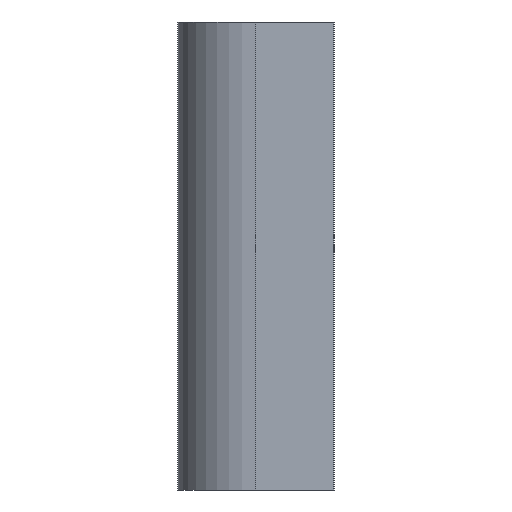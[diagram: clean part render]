
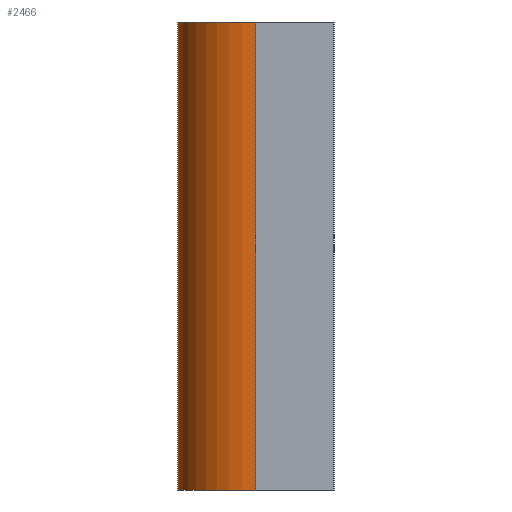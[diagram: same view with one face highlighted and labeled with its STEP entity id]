
A CAD part, left-side view. The second image highlights one B-rep face of the part: STEP entity #2466.
In plain terms, the highlighted cylindrical face has radius 5 mm (diameter 10 mm), a partial arc.
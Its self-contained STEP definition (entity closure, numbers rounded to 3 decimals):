
#44 = PLANE('',#45);
#45 = AXIS2_PLACEMENT_3D('',#46,#47,#48);
#46 = CARTESIAN_POINT('',(0.,26.743,-12.));
#47 = DIRECTION('',(0.,0.,-1.));
#48 = DIRECTION('',(0.,-1.,0.));
#100 = PLANE('',#101);
#101 = AXIS2_PLACEMENT_3D('',#102,#103,#104);
#102 = CARTESIAN_POINT('',(0.,26.743,18.));
#103 = DIRECTION('',(0.,0.,1.));
#104 = DIRECTION('',(1.,0.,0.));
#746 = VERTEX_POINT('',#747);
#747 = CARTESIAN_POINT('',(-50.,25.,-12.));
#761 = PLANE('',#762);
#762 = AXIS2_PLACEMENT_3D('',#763,#764,#765);
#763 = CARTESIAN_POINT('',(-50.,20.,-12.));
#764 = DIRECTION('',(-1.,0.,0.));
#765 = DIRECTION('',(0.,1.,0.));
#773 = EDGE_CURVE('',#774,#746,#776,.T.);
#774 = VERTEX_POINT('',#775);
#775 = CARTESIAN_POINT('',(-45.,30.,-12.));
#776 = SURFACE_CURVE('',#777,(#782,#793),.PCURVE_S1.);
#777 = CIRCLE('',#778,5.);
#778 = AXIS2_PLACEMENT_3D('',#779,#780,#781);
#779 = CARTESIAN_POINT('',(-45.,25.,-12.));
#780 = DIRECTION('',(-0.,0.,1.));
#781 = DIRECTION('',(0.,-1.,0.));
#782 = PCURVE('',#44,#783);
#783 = DEFINITIONAL_REPRESENTATION('',(#784),#792);
#784 = ( BOUNDED_CURVE() B_SPLINE_CURVE(2,(#785,#786,#787,#788,#789,#790
,#791),.UNSPECIFIED.,.T.,.F.) B_SPLINE_CURVE_WITH_KNOTS((1,2,2,2,2,1),(
    -2.094,0.,2.094,4.189,6.283,
8.378),.UNSPECIFIED.) CURVE() GEOMETRIC_REPRESENTATION_ITEM() 
RATIONAL_B_SPLINE_CURVE((1.,0.5,1.,0.5,1.,0.5,1.)) REPRESENTATION_ITEM(
  '') );
#785 = CARTESIAN_POINT('',(6.743,45.));
#786 = CARTESIAN_POINT('',(6.743,36.34));
#787 = CARTESIAN_POINT('',(-0.757,40.67));
#788 = CARTESIAN_POINT('',(-8.257,45.));
#789 = CARTESIAN_POINT('',(-0.757,49.33));
#790 = CARTESIAN_POINT('',(6.743,53.66));
#791 = CARTESIAN_POINT('',(6.743,45.));
#792 = ( GEOMETRIC_REPRESENTATION_CONTEXT(2) 
PARAMETRIC_REPRESENTATION_CONTEXT() REPRESENTATION_CONTEXT('2D SPACE',''
  ) );
#793 = PCURVE('',#794,#799);
#794 = CYLINDRICAL_SURFACE('',#795,5.);
#795 = AXIS2_PLACEMENT_3D('',#796,#797,#798);
#796 = CARTESIAN_POINT('',(-45.,25.,-12.));
#797 = DIRECTION('',(0.,0.,-1.));
#798 = DIRECTION('',(0.,-1.,0.));
#799 = DEFINITIONAL_REPRESENTATION('',(#800),#804);
#800 = LINE('',#801,#802);
#801 = CARTESIAN_POINT('',(-0.,0.));
#802 = VECTOR('',#803,1.);
#803 = DIRECTION('',(-1.,0.));
#804 = ( GEOMETRIC_REPRESENTATION_CONTEXT(2) 
PARAMETRIC_REPRESENTATION_CONTEXT() REPRESENTATION_CONTEXT('2D SPACE',''
  ) );
#822 = PLANE('',#823);
#823 = AXIS2_PLACEMENT_3D('',#824,#825,#826);
#824 = CARTESIAN_POINT('',(45.,30.,-12.));
#825 = DIRECTION('',(0.,-1.,0.));
#826 = DIRECTION('',(-1.,0.,0.));
#1749 = VERTEX_POINT('',#1750);
#1750 = CARTESIAN_POINT('',(-45.,30.,18.));
#1771 = EDGE_CURVE('',#1749,#1772,#1774,.T.);
#1772 = VERTEX_POINT('',#1773);
#1773 = CARTESIAN_POINT('',(-50.,25.,18.));
#1774 = SURFACE_CURVE('',#1775,(#1780,#1787),.PCURVE_S1.);
#1775 = CIRCLE('',#1776,5.);
#1776 = AXIS2_PLACEMENT_3D('',#1777,#1778,#1779);
#1777 = CARTESIAN_POINT('',(-45.,25.,18.));
#1778 = DIRECTION('',(-0.,0.,1.));
#1779 = DIRECTION('',(0.,-1.,0.));
#1780 = PCURVE('',#100,#1781);
#1781 = DEFINITIONAL_REPRESENTATION('',(#1782),#1786);
#1782 = CIRCLE('',#1783,5.);
#1783 = AXIS2_PLACEMENT_2D('',#1784,#1785);
#1784 = CARTESIAN_POINT('',(-45.,-1.743));
#1785 = DIRECTION('',(0.,-1.));
#1786 = ( GEOMETRIC_REPRESENTATION_CONTEXT(2) 
PARAMETRIC_REPRESENTATION_CONTEXT() REPRESENTATION_CONTEXT('2D SPACE',''
  ) );
#1787 = PCURVE('',#794,#1788);
#1788 = DEFINITIONAL_REPRESENTATION('',(#1789),#1793);
#1789 = LINE('',#1790,#1791);
#1790 = CARTESIAN_POINT('',(-0.,-30.));
#1791 = VECTOR('',#1792,1.);
#1792 = DIRECTION('',(-1.,0.));
#1793 = ( GEOMETRIC_REPRESENTATION_CONTEXT(2) 
PARAMETRIC_REPRESENTATION_CONTEXT() REPRESENTATION_CONTEXT('2D SPACE',''
  ) );
#2418 = EDGE_CURVE('',#774,#1749,#2419,.T.);
#2419 = SURFACE_CURVE('',#2420,(#2424,#2431),.PCURVE_S1.);
#2420 = LINE('',#2421,#2422);
#2421 = CARTESIAN_POINT('',(-45.,30.,-12.));
#2422 = VECTOR('',#2423,1.);
#2423 = DIRECTION('',(0.,0.,1.));
#2424 = PCURVE('',#822,#2425);
#2425 = DEFINITIONAL_REPRESENTATION('',(#2426),#2430);
#2426 = LINE('',#2427,#2428);
#2427 = CARTESIAN_POINT('',(90.,0.));
#2428 = VECTOR('',#2429,1.);
#2429 = DIRECTION('',(0.,-1.));
#2430 = ( GEOMETRIC_REPRESENTATION_CONTEXT(2) 
PARAMETRIC_REPRESENTATION_CONTEXT() REPRESENTATION_CONTEXT('2D SPACE',''
  ) );
#2431 = PCURVE('',#794,#2432);
#2432 = DEFINITIONAL_REPRESENTATION('',(#2433),#2437);
#2433 = LINE('',#2434,#2435);
#2434 = CARTESIAN_POINT('',(-3.142,0.));
#2435 = VECTOR('',#2436,1.);
#2436 = DIRECTION('',(-0.,-1.));
#2437 = ( GEOMETRIC_REPRESENTATION_CONTEXT(2) 
PARAMETRIC_REPRESENTATION_CONTEXT() REPRESENTATION_CONTEXT('2D SPACE',''
  ) );
#2466 = ADVANCED_FACE('',(#2467),#794,.T.);
#2467 = FACE_BOUND('',#2468,.F.);
#2468 = EDGE_LOOP('',(#2469,#2470,#2471,#2492));
#2469 = ORIENTED_EDGE('',*,*,#2418,.T.);
#2470 = ORIENTED_EDGE('',*,*,#1771,.T.);
#2471 = ORIENTED_EDGE('',*,*,#2472,.F.);
#2472 = EDGE_CURVE('',#746,#1772,#2473,.T.);
#2473 = SURFACE_CURVE('',#2474,(#2478,#2485),.PCURVE_S1.);
#2474 = LINE('',#2475,#2476);
#2475 = CARTESIAN_POINT('',(-50.,25.,-12.));
#2476 = VECTOR('',#2477,1.);
#2477 = DIRECTION('',(0.,0.,1.));
#2478 = PCURVE('',#794,#2479);
#2479 = DEFINITIONAL_REPRESENTATION('',(#2480),#2484);
#2480 = LINE('',#2481,#2482);
#2481 = CARTESIAN_POINT('',(-4.712,0.));
#2482 = VECTOR('',#2483,1.);
#2483 = DIRECTION('',(-0.,-1.));
#2484 = ( GEOMETRIC_REPRESENTATION_CONTEXT(2) 
PARAMETRIC_REPRESENTATION_CONTEXT() REPRESENTATION_CONTEXT('2D SPACE',''
  ) );
#2485 = PCURVE('',#761,#2486);
#2486 = DEFINITIONAL_REPRESENTATION('',(#2487),#2491);
#2487 = LINE('',#2488,#2489);
#2488 = CARTESIAN_POINT('',(5.,0.));
#2489 = VECTOR('',#2490,1.);
#2490 = DIRECTION('',(0.,-1.));
#2491 = ( GEOMETRIC_REPRESENTATION_CONTEXT(2) 
PARAMETRIC_REPRESENTATION_CONTEXT() REPRESENTATION_CONTEXT('2D SPACE',''
  ) );
#2492 = ORIENTED_EDGE('',*,*,#773,.F.);
